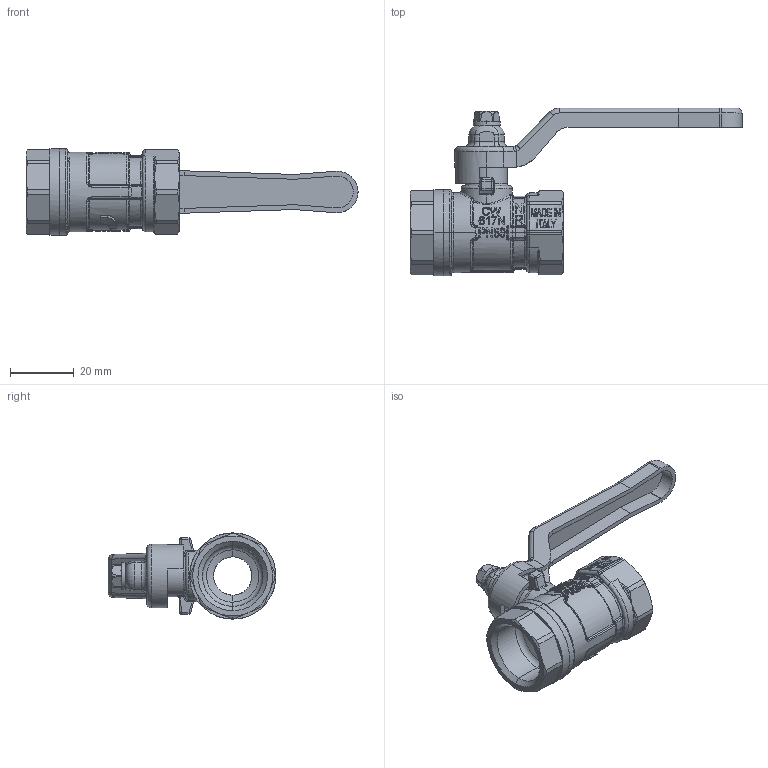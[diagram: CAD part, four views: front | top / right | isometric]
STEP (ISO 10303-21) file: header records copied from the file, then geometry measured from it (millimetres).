
FILE_DESCRIPTION (( 'STEP AP214' ), '1' );
FILE_NAME ('IT-ORIENT11104_R.STEP', '2018-09-14T13:50:11', ( '' ), ( '' ), 'SwSTEP 2.0', 'SolidWorks 2018', '' );
FILE_SCHEMA (( 'AUTOMOTIVE_DESIGN' ));
Products named in the file (1): IT-ORIENT11104_R
Bounding box: 104 x 52.48 x 27 mm (x, y, z)
Surface area: 12287.5 mm2 (no closed solid volume)
Topology: 0 solids, 5 shells, 1119 faces, 2877 edges, 1772 vertices
Faces by surface type: plane 439, bspline 283, cylinder 208, torus 100, cone 46, sphere 43
Entity records: 52120 total; most frequent: CARTESIAN_POINT 32205, ORIENTED_EDGE 5567, EDGE_CURVE 2843, B_SPLINE_CURVE_WITH_KNOTS 2728, VERTEX_POINT 1772, DIRECTION 1674, EDGE_LOOP 1184, ADVANCED_FACE 1119
